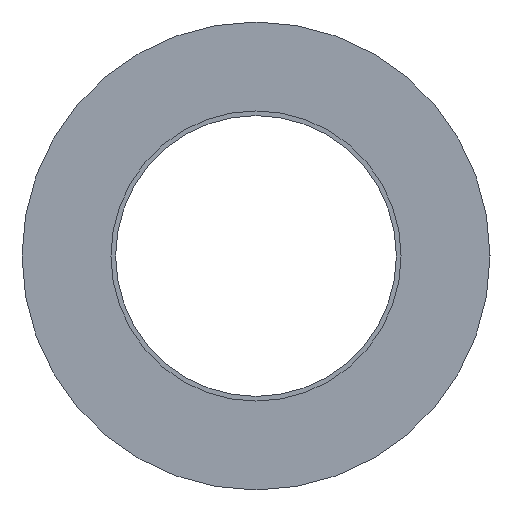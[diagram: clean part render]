
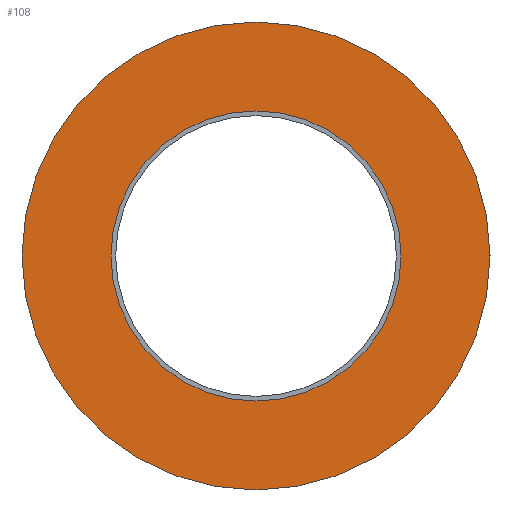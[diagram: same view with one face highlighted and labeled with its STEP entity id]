
A CAD part, left-side view. The second image highlights one B-rep face of the part: STEP entity #108.
In plain terms, the highlighted planar face has unit normal (-1, 0, 0).
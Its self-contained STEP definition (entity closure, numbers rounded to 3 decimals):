
#64 = VERTEX_POINT( '', #160 );
#84 = EDGE_CURVE( '', #64, #142, #183, .T. );
#92 = EDGE_CURVE( '', #142, #64, #191, .T. );
#100 = EDGE_CURVE( '', #104, #138, #199, .T. );
#104 = VERTEX_POINT( '', #204 );
#108 = ADVANCED_FACE( '', ( #208, #209 ), #210, .T. );
#126 = EDGE_CURVE( '', #138, #104, #230, .T. );
#138 = VERTEX_POINT( '', #246 );
#142 = VERTEX_POINT( '', #250 );
#160 = CARTESIAN_POINT( '', ( 0., -3.1, 0. ) );
#183 = CIRCLE( '', #286, 3.1 );
#191 = CIRCLE( '', #296, 3.1 );
#199 = CIRCLE( '', #307, 5. );
#204 = CARTESIAN_POINT( '', ( 0., -5., 0. ) );
#208 = FACE_BOUND( '', #318, .T. );
#209 = FACE_OUTER_BOUND( '', #319, .T. );
#210 = PLANE( '', #320 );
#230 = CIRCLE( '', #347, 5. );
#246 = CARTESIAN_POINT( '', ( 0., 5., 0. ) );
#250 = CARTESIAN_POINT( '', ( 0., 3.1, 0. ) );
#286 = AXIS2_PLACEMENT_3D( '', #400, #401, #402 );
#296 = AXIS2_PLACEMENT_3D( '', #406, #407, #408 );
#307 = AXIS2_PLACEMENT_3D( '', #415, #416, #417 );
#318 = EDGE_LOOP( '', ( #428, #429 ) );
#319 = EDGE_LOOP( '', ( #430, #431 ) );
#320 = AXIS2_PLACEMENT_3D( '', #432, #433, #434 );
#347 = AXIS2_PLACEMENT_3D( '', #459, #460, #461 );
#400 = CARTESIAN_POINT( '', ( 0., 0., 0. ) );
#401 = DIRECTION( '', ( -1., 0., 0. ) );
#402 = DIRECTION( '', ( 0., 1., 0. ) );
#406 = CARTESIAN_POINT( '', ( 0., 0., 0. ) );
#407 = DIRECTION( '', ( -1., 0., 0. ) );
#408 = DIRECTION( '', ( 0., 1., 0. ) );
#415 = CARTESIAN_POINT( '', ( 0., 0., 0. ) );
#416 = DIRECTION( '', ( -1., 0., 0. ) );
#417 = DIRECTION( '', ( 0., 1., 0. ) );
#428 = ORIENTED_EDGE( '', *, *, #92, .F. );
#429 = ORIENTED_EDGE( '', *, *, #84, .F. );
#430 = ORIENTED_EDGE( '', *, *, #126, .T. );
#431 = ORIENTED_EDGE( '', *, *, #100, .T. );
#432 = CARTESIAN_POINT( '', ( 0., 4.05, 0. ) );
#433 = DIRECTION( '', ( -1., 0., 0. ) );
#434 = DIRECTION( '', ( 0., 1., 0. ) );
#459 = CARTESIAN_POINT( '', ( 0., 0., 0. ) );
#460 = DIRECTION( '', ( -1., 0., 0. ) );
#461 = DIRECTION( '', ( 0., 1., 0. ) );
